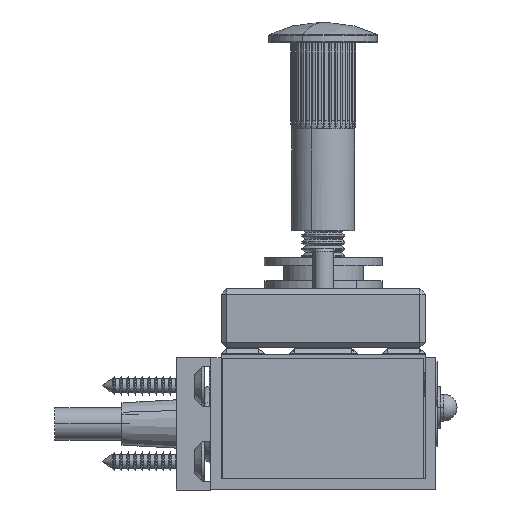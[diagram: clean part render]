
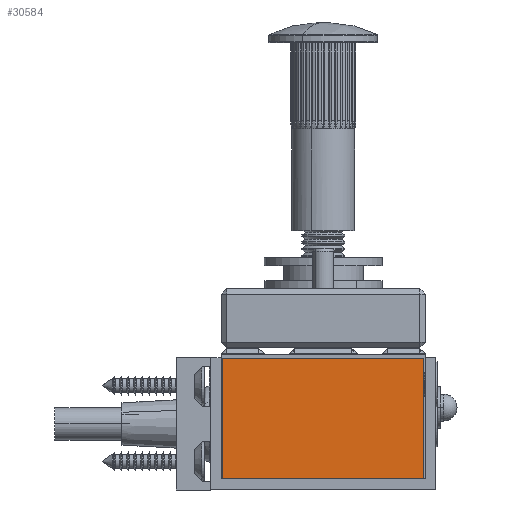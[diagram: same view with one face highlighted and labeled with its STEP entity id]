
A CAD part, left-side view. The second image highlights one B-rep face of the part: STEP entity #30584.
In plain terms, the highlighted face is planar.
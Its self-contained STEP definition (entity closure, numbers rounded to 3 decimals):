
#440 = DIRECTION ( 'NONE',  ( 1., 0., 0. ) ) ;
#2681 = VERTEX_POINT ( 'NONE', #4986 ) ;
#3717 = PLANE ( 'NONE',  #10932 ) ;
#4986 = CARTESIAN_POINT ( 'NONE',  ( 0., -18.75, 11.25 ) ) ;
#6752 = CARTESIAN_POINT ( 'NONE',  ( 0., 18.75, 11.25 ) ) ;
#7042 = LINE ( 'NONE', #14666, #37519 ) ;
#7158 = VECTOR ( 'NONE', #21624, 1000. ) ;
#8014 = CARTESIAN_POINT ( 'NONE',  ( 0., -18.75, 11.25 ) ) ;
#8763 = VERTEX_POINT ( 'NONE', #10278 ) ;
#9120 = EDGE_CURVE ( 'NONE', #8763, #16716, #33711, .T. ) ;
#9975 = VECTOR ( 'NONE', #38619, 1000. ) ;
#10278 = CARTESIAN_POINT ( 'NONE',  ( 0., -18.75, -11.25 ) ) ;
#10932 = AXIS2_PLACEMENT_3D ( 'NONE', #38602, #440, #30542 ) ;
#14289 = ORIENTED_EDGE ( 'NONE', *, *, #14393, .T. ) ;
#14393 = EDGE_CURVE ( 'NONE', #2681, #8763, #19942, .T. ) ;
#14666 = CARTESIAN_POINT ( 'NONE',  ( 0., 18.75, 11.25 ) ) ;
#14976 = EDGE_LOOP ( 'NONE', ( #44012, #14289, #48231, #37595 ) ) ;
#16716 = VERTEX_POINT ( 'NONE', #45992 ) ;
#18472 = DIRECTION ( 'NONE',  ( 0., -1., 0. ) ) ;
#18680 = DIRECTION ( 'NONE',  ( 0., 0., 1. ) ) ;
#19942 = LINE ( 'NONE', #8014, #9975 ) ;
#21624 = DIRECTION ( 'NONE',  ( 0., 1., 0. ) ) ;
#23688 = EDGE_CURVE ( 'NONE', #46849, #2681, #7042, .T. ) ;
#25664 = CARTESIAN_POINT ( 'NONE',  ( 0., 18.75, -11.25 ) ) ;
#30326 = CARTESIAN_POINT ( 'NONE',  ( 0., 18.75, 11.25 ) ) ;
#30542 = DIRECTION ( 'NONE',  ( 0., 0., -1. ) ) ;
#30584 = ADVANCED_FACE ( 'NONE', ( #30798 ), #3717, .T. ) ;
#30798 = FACE_OUTER_BOUND ( 'NONE', #14976, .T. ) ;
#33711 = LINE ( 'NONE', #25664, #7158 ) ;
#37519 = VECTOR ( 'NONE', #18472, 1000. ) ;
#37595 = ORIENTED_EDGE ( 'NONE', *, *, #46098, .T. ) ;
#38345 = VECTOR ( 'NONE', #18680, 1000. ) ;
#38602 = CARTESIAN_POINT ( 'NONE',  ( 0., -18.75, 11.25 ) ) ;
#38619 = DIRECTION ( 'NONE',  ( 0., 0., -1. ) ) ;
#41139 = LINE ( 'NONE', #6752, #38345 ) ;
#44012 = ORIENTED_EDGE ( 'NONE', *, *, #23688, .T. ) ;
#45992 = CARTESIAN_POINT ( 'NONE',  ( 0., 18.75, -11.25 ) ) ;
#46098 = EDGE_CURVE ( 'NONE', #16716, #46849, #41139, .T. ) ;
#46849 = VERTEX_POINT ( 'NONE', #30326 ) ;
#48231 = ORIENTED_EDGE ( 'NONE', *, *, #9120, .T. ) ;
